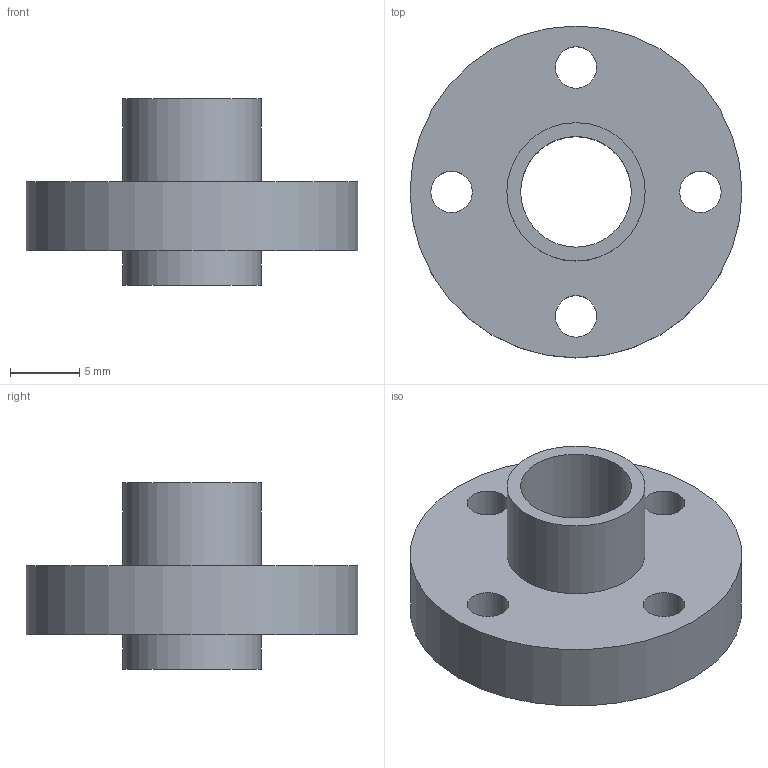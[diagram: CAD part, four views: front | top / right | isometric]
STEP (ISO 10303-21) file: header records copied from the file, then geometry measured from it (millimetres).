
FILE_DESCRIPTION(('HOOPS Exchange Step'),'2;1');
FILE_NAME('temp_export','2024-10-20T14:45:07-05:00',('mobile'),('Shapr3D Limited'),'HOOPS Exchange 2024.2','Shapr3D','Authorized');
FILE_SCHEMA( ('AP242_MANAGED_MODEL_BASED_3D_ENGINEERING_MIM_LF {1 0 10303 442 1 1 4 }') );
Length unit declared in the file: millimetre
Products named in the file (1): root
Bounding box: 24 x 24 x 13.5 mm (x, y, z)
Volume: 2109.6 mm3; surface area: 1919.5 mm2
Topology: 1 solids, 1 shells, 12 faces, 38 edges, 30 vertices
Faces by surface type: cylinder 8, plane 4
Full cylindrical faces by diameter (mm): 3 x4, 8 x1, 10 x2, 24 x1
Entity records: 520 total; most frequent: DIRECTION 96, CARTESIAN_POINT 82, ORIENTED_EDGE 76, AXIS2_PLACEMENT_3D 44, EDGE_CURVE 38, VERTEX_POINT 30, CIRCLE 30, EDGE_LOOP 24
